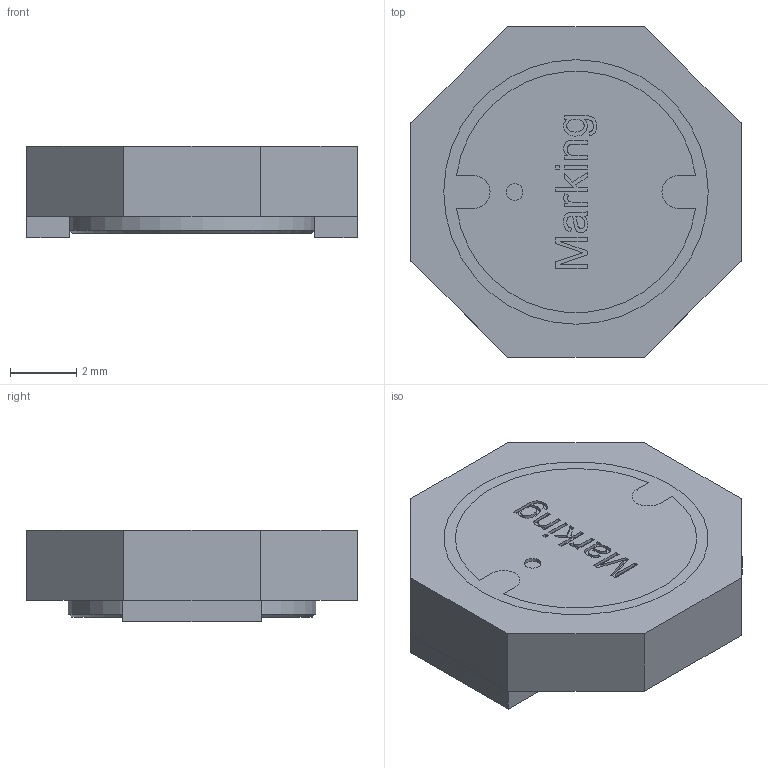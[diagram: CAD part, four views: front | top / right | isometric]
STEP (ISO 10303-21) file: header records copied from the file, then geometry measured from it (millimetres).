
FILE_DESCRIPTION(/* description */ ('Unknown'),/* implementation_level */ '2;1');
FILE_NAME(/* name */ 'L_Wurth_WE-TPC_1028',/* time_stamp */ '2022-03-08T13:40:31+08:00',/* author */ ('Unknown'),/* organization */ ('Unknown'),/* preprocessor_version */ 'ST-DEVELOPER v16.7',/* originating_system */ 'Solid Edge',/* authorisation */ 'Unknown');
FILE_SCHEMA (('AUTOMOTIVE_DESIGN {1 0 10303 214 3 1 1}'));
Length unit declared in the file: millimetre
Products named in the file (2): L_Wurth_WE-TPC_1028
Assembly tree (1 placements, depth 2):
  L_Wurth_WE-TPC_1028
    L_Wurth_WE-TPC_1028
Bounding box: 10 x 10 x 2.78 mm (x, y, z)
Volume: 156.5 mm3; surface area: 520.9 mm2
Topology: 6 solids, 6 shells, 172 faces, 428 edges, 281 vertices
Faces by surface type: plane 120, bspline 22, cylinder 17, cone 13
Full cylindrical faces by diameter (mm): 0.27 x1, 0.271 x4, 0.5 x1, 4.1 x1, 8 x1
Entity records: 7229 total; most frequent: CARTESIAN_POINT 2464, ORIENTED_EDGE 798, DIRECTION 709, EDGE_CURVE 399, LINE 289, VECTOR 289, VERTEX_POINT 272, EDGE_LOOP 211
